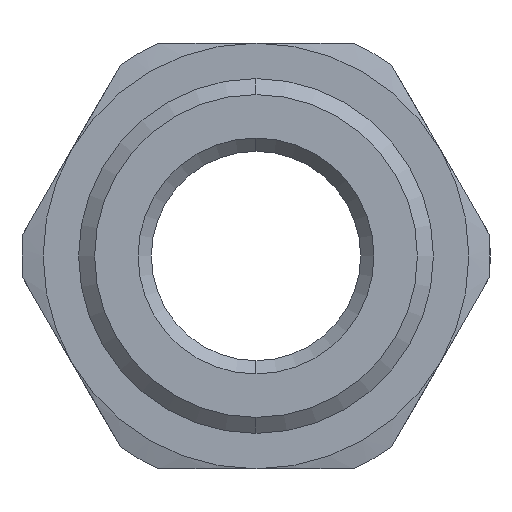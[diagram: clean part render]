
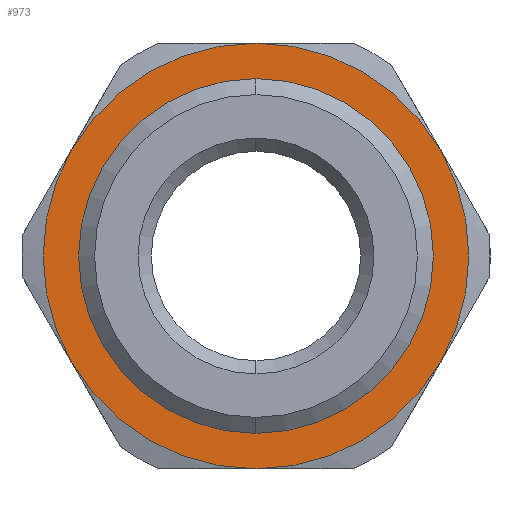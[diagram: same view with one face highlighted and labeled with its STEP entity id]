
A CAD part, left-side view. The second image highlights one B-rep face of the part: STEP entity #973.
In plain terms, the highlighted planar face has unit normal (-1, 0, 0).
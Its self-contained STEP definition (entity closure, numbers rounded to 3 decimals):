
#10 = CARTESIAN_POINT ( 'NONE',  ( 15.3, 0., 10. ) ) ;
#140 = DIRECTION ( 'NONE',  ( 0., 0., -1. ) ) ;
#142 = FACE_OUTER_BOUND ( 'NONE', #2672, .T. ) ;
#296 = AXIS2_PLACEMENT_3D ( 'NONE', #3284, #1123, #4362 ) ;
#317 = AXIS2_PLACEMENT_3D ( 'NONE', #3417, #6636, #2831 ) ;
#511 = CIRCLE ( 'NONE', #5128, 10. ) ;
#757 = EDGE_LOOP ( 'NONE', ( #4301, #1189 ) ) ;
#842 = DIRECTION ( 'NONE',  ( 0., 0., -1. ) ) ;
#895 = VERTEX_POINT ( 'NONE', #4092 ) ;
#934 = CIRCLE ( 'NONE', #296, 10. ) ;
#940 = CARTESIAN_POINT ( 'NONE',  ( 15.3, 10.392, -6. ) ) ;
#945 = VERTEX_POINT ( 'NONE', #940 ) ;
#973 = ADVANCED_FACE ( 'NONE', ( #4187, #142 ), #2309, .F. ) ;
#1123 = DIRECTION ( 'NONE',  ( 1., 0., 0. ) ) ;
#1138 = CARTESIAN_POINT ( 'NONE',  ( 15.3, 10., 0. ) ) ;
#1189 = ORIENTED_EDGE ( 'NONE', *, *, #1958, .T. ) ;
#1209 = AXIS2_PLACEMENT_3D ( 'NONE', #3566, #4178, #842 ) ;
#1682 = CIRCLE ( 'NONE', #1209, 12. ) ;
#1758 = EDGE_CURVE ( 'NONE', #6289, #5779, #5415, .T. ) ;
#1958 = EDGE_CURVE ( 'NONE', #3222, #2922, #934, .T. ) ;
#1966 = CARTESIAN_POINT ( 'NONE',  ( 15.3, 0., 0. ) ) ;
#2079 = DIRECTION ( 'NONE',  ( 1., 0., 0. ) ) ;
#2309 = PLANE ( 'NONE',  #3165 ) ;
#2311 = ORIENTED_EDGE ( 'NONE', *, *, #1758, .F. ) ;
#2316 = EDGE_CURVE ( 'NONE', #2922, #3222, #511, .T. ) ;
#2465 = AXIS2_PLACEMENT_3D ( 'NONE', #1966, #4704, #5258 ) ;
#2672 = EDGE_LOOP ( 'NONE', ( #4891, #4862, #2311, #5295, #6983, #3992 ) ) ;
#2767 = AXIS2_PLACEMENT_3D ( 'NONE', #6969, #4243, #5328 ) ;
#2831 = DIRECTION ( 'NONE',  ( 0., 0., -1. ) ) ;
#2922 = VERTEX_POINT ( 'NONE', #6161 ) ;
#3165 = AXIS2_PLACEMENT_3D ( 'NONE', #1138, #3845, #3354 ) ;
#3222 = VERTEX_POINT ( 'NONE', #10 ) ;
#3232 = CARTESIAN_POINT ( 'NONE',  ( 15.3, -10.392, 6. ) ) ;
#3284 = CARTESIAN_POINT ( 'NONE',  ( 15.3, 0., 0. ) ) ;
#3305 = AXIS2_PLACEMENT_3D ( 'NONE', #4438, #3378, #140 ) ;
#3354 = DIRECTION ( 'NONE',  ( 0., 0., -1. ) ) ;
#3370 = EDGE_CURVE ( 'NONE', #6273, #6289, #3896, .T. ) ;
#3378 = DIRECTION ( 'NONE',  ( 1., 0., 0. ) ) ;
#3417 = CARTESIAN_POINT ( 'NONE',  ( 15.3, 0., 0. ) ) ;
#3566 = CARTESIAN_POINT ( 'NONE',  ( 15.3, 0., 0. ) ) ;
#3667 = EDGE_CURVE ( 'NONE', #945, #895, #6283, .T. ) ;
#3762 = CARTESIAN_POINT ( 'NONE',  ( 15.3, -10.392, -6. ) ) ;
#3845 = DIRECTION ( 'NONE',  ( 1., 0., 0. ) ) ;
#3896 = CIRCLE ( 'NONE', #4093, 12. ) ;
#3992 = ORIENTED_EDGE ( 'NONE', *, *, #3667, .F. ) ;
#4092 = CARTESIAN_POINT ( 'NONE',  ( 15.3, 10.392, 6. ) ) ;
#4093 = AXIS2_PLACEMENT_3D ( 'NONE', #5272, #2079, #5317 ) ;
#4148 = DIRECTION ( 'NONE',  ( 1., 0., 0. ) ) ;
#4178 = DIRECTION ( 'NONE',  ( 1., 0., 0. ) ) ;
#4187 = FACE_BOUND ( 'NONE', #757, .T. ) ;
#4214 = CIRCLE ( 'NONE', #2767, 12. ) ;
#4243 = DIRECTION ( 'NONE',  ( -1., 0., 0. ) ) ;
#4301 = ORIENTED_EDGE ( 'NONE', *, *, #2316, .T. ) ;
#4355 = EDGE_CURVE ( 'NONE', #5779, #6700, #1682, .T. ) ;
#4362 = DIRECTION ( 'NONE',  ( 0., 0., -1. ) ) ;
#4438 = CARTESIAN_POINT ( 'NONE',  ( 15.3, 0., 0. ) ) ;
#4522 = EDGE_CURVE ( 'NONE', #6273, #895, #4214, .T. ) ;
#4704 = DIRECTION ( 'NONE',  ( 1., 0., 0. ) ) ;
#4832 = CARTESIAN_POINT ( 'NONE',  ( 15.3, 0., 12. ) ) ;
#4862 = ORIENTED_EDGE ( 'NONE', *, *, #4355, .F. ) ;
#4891 = ORIENTED_EDGE ( 'NONE', *, *, #6556, .F. ) ;
#5128 = AXIS2_PLACEMENT_3D ( 'NONE', #6284, #4148, #5712 ) ;
#5169 = CIRCLE ( 'NONE', #317, 12. ) ;
#5258 = DIRECTION ( 'NONE',  ( 0., 0., -1. ) ) ;
#5272 = CARTESIAN_POINT ( 'NONE',  ( 15.3, 0., 0. ) ) ;
#5295 = ORIENTED_EDGE ( 'NONE', *, *, #3370, .F. ) ;
#5317 = DIRECTION ( 'NONE',  ( 0., 0., -1. ) ) ;
#5328 = DIRECTION ( 'NONE',  ( 0., 0., 1. ) ) ;
#5415 = CIRCLE ( 'NONE', #2465, 12. ) ;
#5712 = DIRECTION ( 'NONE',  ( 0., 0., -1. ) ) ;
#5779 = VERTEX_POINT ( 'NONE', #3762 ) ;
#6161 = CARTESIAN_POINT ( 'NONE',  ( 15.3, 0., -10. ) ) ;
#6273 = VERTEX_POINT ( 'NONE', #4832 ) ;
#6283 = CIRCLE ( 'NONE', #3305, 12. ) ;
#6284 = CARTESIAN_POINT ( 'NONE',  ( 15.3, 0., 0. ) ) ;
#6289 = VERTEX_POINT ( 'NONE', #3232 ) ;
#6556 = EDGE_CURVE ( 'NONE', #6700, #945, #5169, .T. ) ;
#6636 = DIRECTION ( 'NONE',  ( 1., 0., 0. ) ) ;
#6700 = VERTEX_POINT ( 'NONE', #6705 ) ;
#6705 = CARTESIAN_POINT ( 'NONE',  ( 15.3, 0., -12. ) ) ;
#6969 = CARTESIAN_POINT ( 'NONE',  ( 15.3, 0., 0. ) ) ;
#6983 = ORIENTED_EDGE ( 'NONE', *, *, #4522, .T. ) ;
